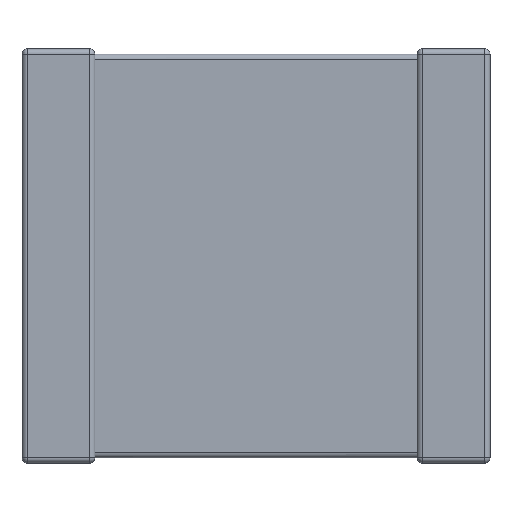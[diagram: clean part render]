
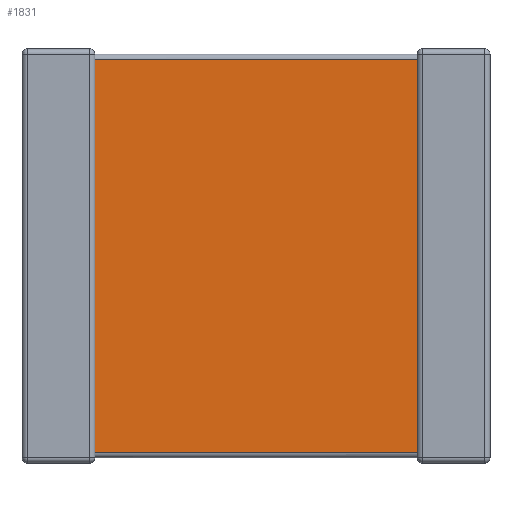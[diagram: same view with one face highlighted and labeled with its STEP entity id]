
A CAD part, front view. The second image highlights one B-rep face of the part: STEP entity #1831.
In plain terms, the highlighted planar face has unit normal (0, -1, 0).
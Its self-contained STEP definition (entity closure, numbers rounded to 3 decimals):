
#124 = VECTOR ( 'NONE', #908, 1000. ) ;
#291 = ORIENTED_EDGE ( 'NONE', *, *, #3024, .T. ) ;
#340 = DIRECTION ( 'NONE',  ( 0., 0., -1. ) ) ;
#908 = DIRECTION ( 'NONE',  ( 0., 0., 1. ) ) ;
#1675 = VERTEX_POINT ( 'NONE', #6062 ) ;
#1712 = CARTESIAN_POINT ( 'NONE',  ( 0.95, 0.07, -5.26 ) ) ;
#1831 = ADVANCED_FACE ( 'NONE', ( #5050 ), #6356, .T. ) ;
#1916 = CARTESIAN_POINT ( 'NONE',  ( 5.15, 0.07, -5.4 ) ) ;
#1934 = VERTEX_POINT ( 'NONE', #1712 ) ;
#2013 = VECTOR ( 'NONE', #6988, 1000. ) ;
#2024 = LINE ( 'NONE', #4767, #124 ) ;
#2048 = CARTESIAN_POINT ( 'NONE',  ( 0.95, 0.07, -0.14 ) ) ;
#2338 = EDGE_CURVE ( 'NONE', #1934, #6125, #2024, .T. ) ;
#2580 = ORIENTED_EDGE ( 'NONE', *, *, #3481, .T. ) ;
#2868 = ORIENTED_EDGE ( 'NONE', *, *, #2338, .F. ) ;
#3024 = EDGE_CURVE ( 'NONE', #1675, #6125, #3533, .T. ) ;
#3481 = EDGE_CURVE ( 'NONE', #1934, #3880, #6740, .T. ) ;
#3533 = LINE ( 'NONE', #3576, #4190 ) ;
#3576 = CARTESIAN_POINT ( 'NONE',  ( 0.95, 0.07, -0.14 ) ) ;
#3733 = VECTOR ( 'NONE', #6185, 1000. ) ;
#3880 = VERTEX_POINT ( 'NONE', #3936 ) ;
#3907 = CARTESIAN_POINT ( 'NONE',  ( 5.15, 0.07, -5.26 ) ) ;
#3936 = CARTESIAN_POINT ( 'NONE',  ( 5.15, 0.07, -5.26 ) ) ;
#4110 = CARTESIAN_POINT ( 'NONE',  ( 0.95, 0.07, -5.4 ) ) ;
#4190 = VECTOR ( 'NONE', #5886, 1000. ) ;
#4609 = LINE ( 'NONE', #1916, #2013 ) ;
#4629 = ORIENTED_EDGE ( 'NONE', *, *, #7172, .T. ) ;
#4767 = CARTESIAN_POINT ( 'NONE',  ( 0.95, 0.07, -5.4 ) ) ;
#5050 = FACE_OUTER_BOUND ( 'NONE', #7250, .T. ) ;
#5443 = AXIS2_PLACEMENT_3D ( 'NONE', #4110, #6492, #340 ) ;
#5886 = DIRECTION ( 'NONE',  ( -1., 0., 0. ) ) ;
#6062 = CARTESIAN_POINT ( 'NONE',  ( 5.15, 0.07, -0.14 ) ) ;
#6125 = VERTEX_POINT ( 'NONE', #2048 ) ;
#6185 = DIRECTION ( 'NONE',  ( 1., 0., 0. ) ) ;
#6356 = PLANE ( 'NONE',  #5443 ) ;
#6492 = DIRECTION ( 'NONE',  ( 0., -1., 0. ) ) ;
#6740 = LINE ( 'NONE', #3907, #3733 ) ;
#6988 = DIRECTION ( 'NONE',  ( 0., 0., 1. ) ) ;
#7172 = EDGE_CURVE ( 'NONE', #3880, #1675, #4609, .T. ) ;
#7250 = EDGE_LOOP ( 'NONE', ( #2868, #2580, #4629, #291 ) ) ;
